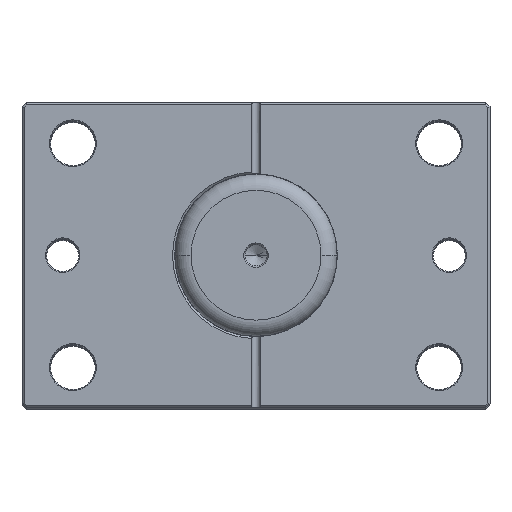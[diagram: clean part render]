
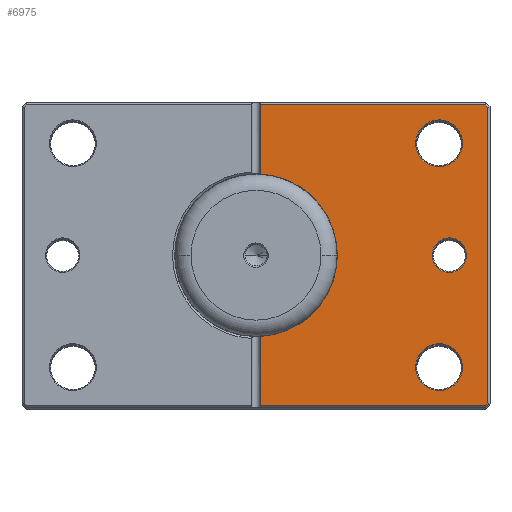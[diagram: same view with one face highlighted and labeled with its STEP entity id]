
A CAD part, top view. The second image highlights one B-rep face of the part: STEP entity #6975.
In plain terms, the highlighted face is planar.
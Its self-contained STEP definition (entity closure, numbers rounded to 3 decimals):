
#7 = AXIS2_PLACEMENT_3D ( 'NONE', #1691, #4896, #1008 ) ;
#25 = EDGE_CURVE ( 'NONE', #3839, #893, #5722, .T. ) ;
#97 = ORIENTED_EDGE ( 'NONE', *, *, #809, .T. ) ;
#113 = VERTEX_POINT ( 'NONE', #6741 ) ;
#119 = DIRECTION ( 'NONE',  ( -0.707, 0.707, 0. ) ) ;
#173 = DIRECTION ( 'NONE',  ( 0., 0., 1. ) ) ;
#202 = CARTESIAN_POINT ( 'NONE',  ( -40., 0., 0. ) ) ;
#337 = LINE ( 'NONE', #3261, #5968 ) ;
#368 = VERTEX_POINT ( 'NONE', #202 ) ;
#411 = CIRCLE ( 'NONE', #6047, 40. ) ;
#440 = DIRECTION ( 'NONE',  ( 0., 0., 1. ) ) ;
#572 = CARTESIAN_POINT ( 'NONE',  ( -93.293, 93.293, 0. ) ) ;
#647 = LINE ( 'NONE', #1503, #6431 ) ;
#688 = EDGE_LOOP ( 'NONE', ( #6156, #97 ) ) ;
#809 = EDGE_CURVE ( 'NONE', #3481, #2580, #4727, .T. ) ;
#855 = LINE ( 'NONE', #2487, #2364 ) ;
#893 = VERTEX_POINT ( 'NONE', #4043 ) ;
#922 = CIRCLE ( 'NONE', #3708, 11.5 ) ;
#947 = CARTESIAN_POINT ( 'NONE',  ( -90., -55., 0. ) ) ;
#962 = VECTOR ( 'NONE', #119, 1000. ) ;
#1008 = DIRECTION ( 'NONE',  ( 1., 0., 0. ) ) ;
#1045 = EDGE_CURVE ( 'NONE', #893, #3281, #337, .T. ) ;
#1046 = ORIENTED_EDGE ( 'NONE', *, *, #3079, .T. ) ;
#1157 = EDGE_CURVE ( 'NONE', #2847, #2713, #2468, .T. ) ;
#1181 = EDGE_CURVE ( 'NONE', #6287, #6154, #5792, .T. ) ;
#1240 = CARTESIAN_POINT ( 'NONE',  ( -2., 74., 0. ) ) ;
#1318 = ORIENTED_EDGE ( 'NONE', *, *, #25, .T. ) ;
#1476 = ORIENTED_EDGE ( 'NONE', *, *, #6895, .T. ) ;
#1503 = CARTESIAN_POINT ( 'NONE',  ( -2., 75., 0. ) ) ;
#1527 = DIRECTION ( 'NONE',  ( 1., 0., 0. ) ) ;
#1691 = CARTESIAN_POINT ( 'NONE',  ( -90., 55., 0. ) ) ;
#1709 = AXIS2_PLACEMENT_3D ( 'NONE', #947, #4859, #1527 ) ;
#1787 = EDGE_CURVE ( 'NONE', #6154, #2428, #6380, .T. ) ;
#1880 = CARTESIAN_POINT ( 'NONE',  ( -114., 72.586, 0. ) ) ;
#1960 = DIRECTION ( 'NONE',  ( 0., 0., 1. ) ) ;
#2018 = CARTESIAN_POINT ( 'NONE',  ( -114., -72.586, 0. ) ) ;
#2108 = CARTESIAN_POINT ( 'NONE',  ( -78.5, 55., 0. ) ) ;
#2109 = VECTOR ( 'NONE', #3665, 1000. ) ;
#2179 = ORIENTED_EDGE ( 'NONE', *, *, #4053, .T. ) ;
#2256 = DIRECTION ( 'NONE',  ( 0., 0., 1. ) ) ;
#2277 = VERTEX_POINT ( 'NONE', #1240 ) ;
#2290 = VECTOR ( 'NONE', #3291, 1000. ) ;
#2364 = VECTOR ( 'NONE', #5843, 1000. ) ;
#2386 = CARTESIAN_POINT ( 'NONE',  ( -90., -55., 0. ) ) ;
#2406 = CARTESIAN_POINT ( 'NONE',  ( -2., 39.95, 0. ) ) ;
#2409 = EDGE_CURVE ( 'NONE', #3281, #6287, #2461, .T. ) ;
#2421 = EDGE_LOOP ( 'NONE', ( #7112, #7058, #5626, #2507, #1046, #1318, #6529, #6487, #4232 ) ) ;
#2428 = VERTEX_POINT ( 'NONE', #2973 ) ;
#2461 = LINE ( 'NONE', #3472, #962 ) ;
#2468 = CIRCLE ( 'NONE', #7, 11.5 ) ;
#2487 = CARTESIAN_POINT ( 'NONE',  ( 0., 74., 0. ) ) ;
#2507 = ORIENTED_EDGE ( 'NONE', *, *, #4178, .T. ) ;
#2580 = VERTEX_POINT ( 'NONE', #5360 ) ;
#2647 = ORIENTED_EDGE ( 'NONE', *, *, #6532, .T. ) ;
#2713 = VERTEX_POINT ( 'NONE', #2108 ) ;
#2847 = VERTEX_POINT ( 'NONE', #7232 ) ;
#2955 = DIRECTION ( 'NONE',  ( 1., 0., 0. ) ) ;
#2973 = CARTESIAN_POINT ( 'NONE',  ( -112.586, 74., 0. ) ) ;
#3008 = CARTESIAN_POINT ( 'NONE',  ( 0., 0., 0. ) ) ;
#3079 = EDGE_CURVE ( 'NONE', #368, #3839, #411, .T. ) ;
#3119 = FACE_BOUND ( 'NONE', #5143, .T. ) ;
#3129 = EDGE_CURVE ( 'NONE', #2428, #2277, #855, .T. ) ;
#3222 = CIRCLE ( 'NONE', #5120, 8.5 ) ;
#3259 = PLANE ( 'NONE',  #4674 ) ;
#3261 = CARTESIAN_POINT ( 'NONE',  ( 0., -74., 0. ) ) ;
#3270 = CARTESIAN_POINT ( 'NONE',  ( -114., 0., 0. ) ) ;
#3281 = VERTEX_POINT ( 'NONE', #4851 ) ;
#3291 = DIRECTION ( 'NONE',  ( 0., 1., 0. ) ) ;
#3465 = CIRCLE ( 'NONE', #1709, 11.5 ) ;
#3472 = CARTESIAN_POINT ( 'NONE',  ( -93.293, -93.293, 0. ) ) ;
#3481 = VERTEX_POINT ( 'NONE', #3992 ) ;
#3542 = CARTESIAN_POINT ( 'NONE',  ( -95., 0., 0. ) ) ;
#3554 = DIRECTION ( 'NONE',  ( 1., 0., 0. ) ) ;
#3665 = DIRECTION ( 'NONE',  ( 0.707, 0.707, 0. ) ) ;
#3708 = AXIS2_PLACEMENT_3D ( 'NONE', #5608, #2256, #6163 ) ;
#3761 = DIRECTION ( 'NONE',  ( 0., -1., 0. ) ) ;
#3805 = CIRCLE ( 'NONE', #3975, 40. ) ;
#3839 = VERTEX_POINT ( 'NONE', #5270 ) ;
#3896 = CIRCLE ( 'NONE', #6731, 11.5 ) ;
#3975 = AXIS2_PLACEMENT_3D ( 'NONE', #5293, #1960, #5862 ) ;
#3992 = CARTESIAN_POINT ( 'NONE',  ( -86.5, 0., 0. ) ) ;
#4043 = CARTESIAN_POINT ( 'NONE',  ( -2., -74., 0. ) ) ;
#4053 = EDGE_CURVE ( 'NONE', #113, #5733, #3896, .T. ) ;
#4080 = CARTESIAN_POINT ( 'NONE',  ( -101.5, -55., 0. ) ) ;
#4112 = DIRECTION ( 'NONE',  ( 1., 0., 0. ) ) ;
#4178 = EDGE_CURVE ( 'NONE', #6115, #368, #3805, .T. ) ;
#4232 = ORIENTED_EDGE ( 'NONE', *, *, #1181, .T. ) ;
#4373 = DIRECTION ( 'NONE',  ( 1., 0., 0. ) ) ;
#4505 = ORIENTED_EDGE ( 'NONE', *, *, #1157, .T. ) ;
#4674 = AXIS2_PLACEMENT_3D ( 'NONE', #5485, #440, #4373 ) ;
#4727 = CIRCLE ( 'NONE', #6311, 8.5 ) ;
#4851 = CARTESIAN_POINT ( 'NONE',  ( -112.586, -74., 0. ) ) ;
#4859 = DIRECTION ( 'NONE',  ( 0., 0., 1. ) ) ;
#4896 = DIRECTION ( 'NONE',  ( 0., 0., 1. ) ) ;
#5090 = CARTESIAN_POINT ( 'NONE',  ( -95., 0., 0. ) ) ;
#5115 = DIRECTION ( 'NONE',  ( 0., 0., 1. ) ) ;
#5120 = AXIS2_PLACEMENT_3D ( 'NONE', #3542, #173, #4112 ) ;
#5143 = EDGE_LOOP ( 'NONE', ( #4505, #2647 ) ) ;
#5218 = FACE_BOUND ( 'NONE', #688, .T. ) ;
#5270 = CARTESIAN_POINT ( 'NONE',  ( -2., -39.95, 0. ) ) ;
#5293 = CARTESIAN_POINT ( 'NONE',  ( 0., 0., 0. ) ) ;
#5314 = EDGE_LOOP ( 'NONE', ( #1476, #2179 ) ) ;
#5360 = CARTESIAN_POINT ( 'NONE',  ( -103.5, 0., 0. ) ) ;
#5408 = DIRECTION ( 'NONE',  ( 0., -1., 0. ) ) ;
#5485 = CARTESIAN_POINT ( 'NONE',  ( 0., 0., 0. ) ) ;
#5553 = VECTOR ( 'NONE', #3761, 1000. ) ;
#5608 = CARTESIAN_POINT ( 'NONE',  ( -90., 55., 0. ) ) ;
#5626 = ORIENTED_EDGE ( 'NONE', *, *, #6329, .T. ) ;
#5704 = DIRECTION ( 'NONE',  ( 1., 0., 0. ) ) ;
#5722 = LINE ( 'NONE', #6444, #5553 ) ;
#5733 = VERTEX_POINT ( 'NONE', #4080 ) ;
#5792 = LINE ( 'NONE', #3270, #2290 ) ;
#5843 = DIRECTION ( 'NONE',  ( 1., 0., 0. ) ) ;
#5862 = DIRECTION ( 'NONE',  ( 1., 0., 0. ) ) ;
#5922 = FACE_BOUND ( 'NONE', #5314, .T. ) ;
#5968 = VECTOR ( 'NONE', #7079, 1000. ) ;
#6047 = AXIS2_PLACEMENT_3D ( 'NONE', #3008, #6887, #3554 ) ;
#6115 = VERTEX_POINT ( 'NONE', #2406 ) ;
#6154 = VERTEX_POINT ( 'NONE', #1880 ) ;
#6155 = EDGE_CURVE ( 'NONE', #2580, #3481, #3222, .T. ) ;
#6156 = ORIENTED_EDGE ( 'NONE', *, *, #6155, .T. ) ;
#6163 = DIRECTION ( 'NONE',  ( 1., 0., 0. ) ) ;
#6287 = VERTEX_POINT ( 'NONE', #2018 ) ;
#6292 = DIRECTION ( 'NONE',  ( 0., 0., 1. ) ) ;
#6311 = AXIS2_PLACEMENT_3D ( 'NONE', #5090, #5115, #5704 ) ;
#6329 = EDGE_CURVE ( 'NONE', #2277, #6115, #647, .T. ) ;
#6380 = LINE ( 'NONE', #572, #2109 ) ;
#6431 = VECTOR ( 'NONE', #5408, 1000. ) ;
#6444 = CARTESIAN_POINT ( 'NONE',  ( -2., 75., 0. ) ) ;
#6487 = ORIENTED_EDGE ( 'NONE', *, *, #2409, .T. ) ;
#6529 = ORIENTED_EDGE ( 'NONE', *, *, #1045, .T. ) ;
#6532 = EDGE_CURVE ( 'NONE', #2713, #2847, #922, .T. ) ;
#6697 = FACE_OUTER_BOUND ( 'NONE', #2421, .T. ) ;
#6731 = AXIS2_PLACEMENT_3D ( 'NONE', #2386, #6292, #2955 ) ;
#6741 = CARTESIAN_POINT ( 'NONE',  ( -78.5, -55., 0. ) ) ;
#6887 = DIRECTION ( 'NONE',  ( 0., 0., 1. ) ) ;
#6895 = EDGE_CURVE ( 'NONE', #5733, #113, #3465, .T. ) ;
#6975 = ADVANCED_FACE ( 'NONE', ( #5218, #5922, #3119, #6697 ), #3259, .F. ) ;
#7058 = ORIENTED_EDGE ( 'NONE', *, *, #3129, .T. ) ;
#7079 = DIRECTION ( 'NONE',  ( -1., 0., 0. ) ) ;
#7112 = ORIENTED_EDGE ( 'NONE', *, *, #1787, .T. ) ;
#7232 = CARTESIAN_POINT ( 'NONE',  ( -101.5, 55., 0. ) ) ;
